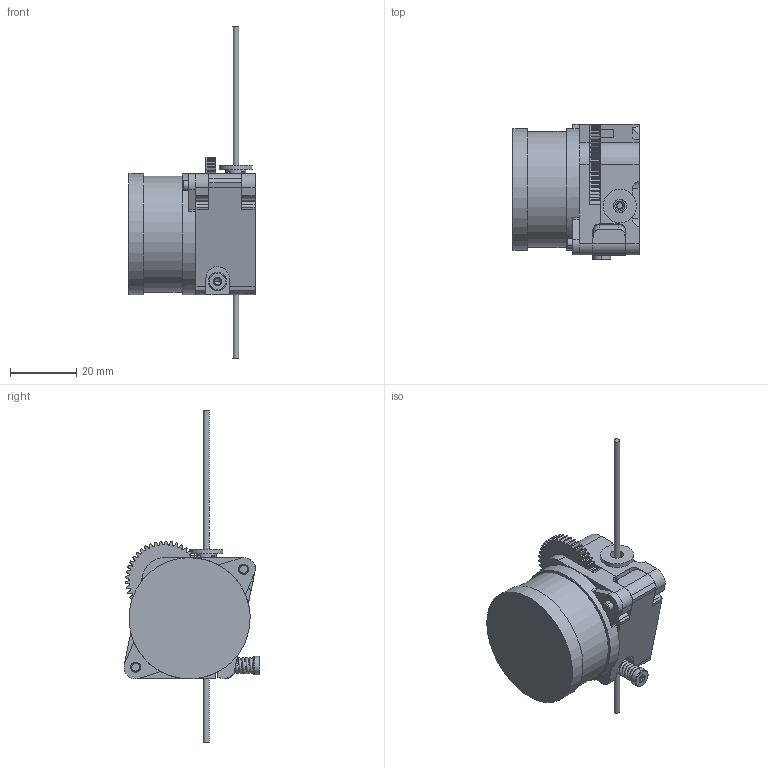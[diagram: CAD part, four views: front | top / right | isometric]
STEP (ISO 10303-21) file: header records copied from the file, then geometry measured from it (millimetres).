
FILE_DESCRIPTION(/* description */ ('CAx-IF Rec.Pracs.---Representation and Presentation of Product Manufacturing Information (PMI)---4.0---2014-10-13','CAx-IF Rec.Pracs.---3D Tessellated Geometry---0.4---2014-09-14','2;1'),/* implementation_level */ '2;1');
FILE_NAME(/* name */ 'feeder965_v1.0',/* time_stamp */ '2023-07-26T15:43:33+03:00',/* author */ (''),/* organization */ (''),/* preprocessor_version */ 'ST-DEVELOPER v19.4',/* originating_system */ 'SIEMENS PLM Software NX2306.1700',/* authorisation */ $);
FILE_SCHEMA (('AP242_MANAGED_MODEL_BASED_3D_ENGINEERING_MIM_LF { 1 0 10303 442 3 1 4 }'));
Length unit declared in the file: millimetre
Products named in the file (23): feeder965_v1.0; Heat-set insert M3x4.6x4; Optimized for FDM; F965-03 - Dual ball lever for FDM; F965-02 - Back body part for FDM; F965-01 - Front body part for FDM; Screw low-profile socket M3x12; F965-03 - Dual bearing lever; Screw low-profile socket M3x14; F965-02 - Back body part; Screw low-profile socket M3x16; BMG spring; Screw low-profile socket M3x20; F965-01 - Front body part; Fitting; Bearing 63; T-01 - Filament; Motor Nema14 L20; Trianglelab reductor gear; Trianglelab large gear; Trianglelab large gear steel part; Trianglelab large gear plastic part; Trianglelab large gear bushing
Assembly tree (32 placements, depth 3):
  feeder965_v1.0
    Heat-set insert M3x4.6x4  x5
    Optimized for FDM
      F965-03 - Dual ball lever for FDM
      F965-02 - Back body part for FDM
      F965-01 - Front body part for FDM
    Screw low-profile socket M3x12  x2
    F965-03 - Dual bearing lever
    Screw low-profile socket M3x14
    F965-02 - Back body part
    Screw low-profile socket M3x16  x2
    BMG spring
    Screw low-profile socket M3x20  x2
    F965-01 - Front body part
    Fitting
    Bearing 63  x4
    T-01 - Filament
    Motor Nema14 L20
    Trianglelab reductor gear
    Trianglelab large gear
      Trianglelab large gear steel part
      Trianglelab large gear plastic part
      Trianglelab large gear bushing
Bounding box: 38 x 40.95 x 100 mm (x, y, z)
Volume: 54838.5 mm3; surface area: 35230.7 mm2
Topology: 90 solids, 90 shells, 3086 faces, 8373 edges, 5409 vertices
Faces by surface type: cylinder 1541, cone 578, plane 477, bspline 296, torus 98, sphere 96
Full cylindrical faces by diameter (mm): 1.75 x1, 2 x4, 2.8 x12, 3 x5, 3.2 x12, 4 x1, 4.2 x2, 4.4 x10, 5.7 x8, 6 x1, 6.4 x2, 6.6 x2, 7.8 x2, 8 x1, 8.4 x1, 10 x5, 14 x2, 20 x2, 35 x1, 36.5 x2
Entity records: 82748 total; most frequent: CARTESIAN_POINT 24758, ORIENTED_EDGE 12168, DIRECTION 11178, EDGE_CURVE 6084, AXIS2_PLACEMENT_3D 4907, VERTEX_POINT 4051, EDGE_LOOP 2449, FACE_BOUND 2449
